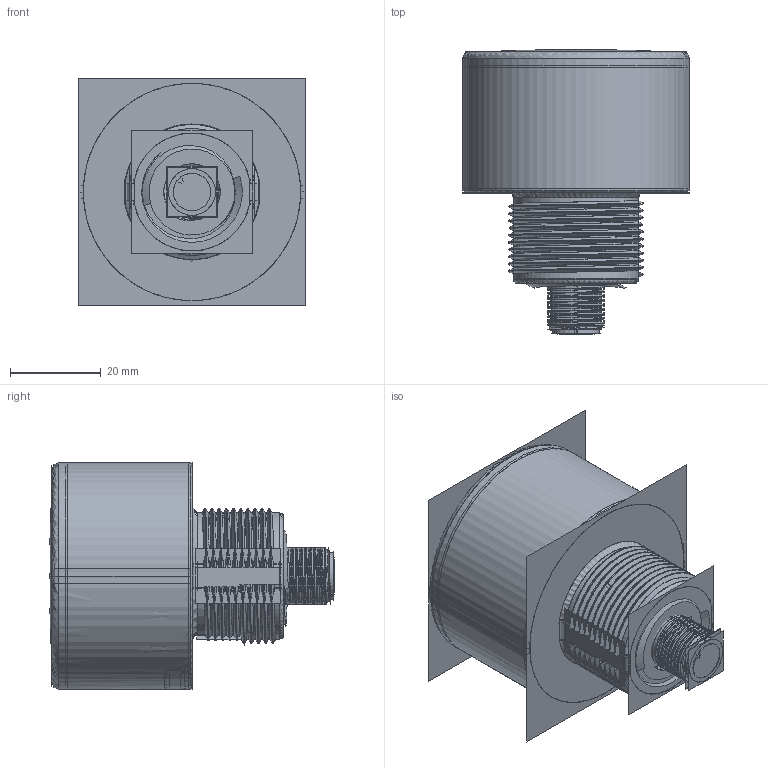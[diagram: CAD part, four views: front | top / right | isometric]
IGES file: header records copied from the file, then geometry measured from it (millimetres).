
Start section:  PTC IGES file: 225363.igs
Global section: file name: 225363.igs; native system: Creo Parametric by PTC Inc.; preprocessor: 2019292; author: PDMAdmin; organization: Unknown; date: 20220311.113434; units: millimetre
Bounding box: 50 x 62.78 x 50 mm (x, y, z)
Volume: 72491.2 mm3; surface area: 65776.5 mm2
Topology: 1 solids, 1 shells, 568 faces, 2880 edges, 3634 vertices
Faces by surface type: revolution 308, bspline 260
